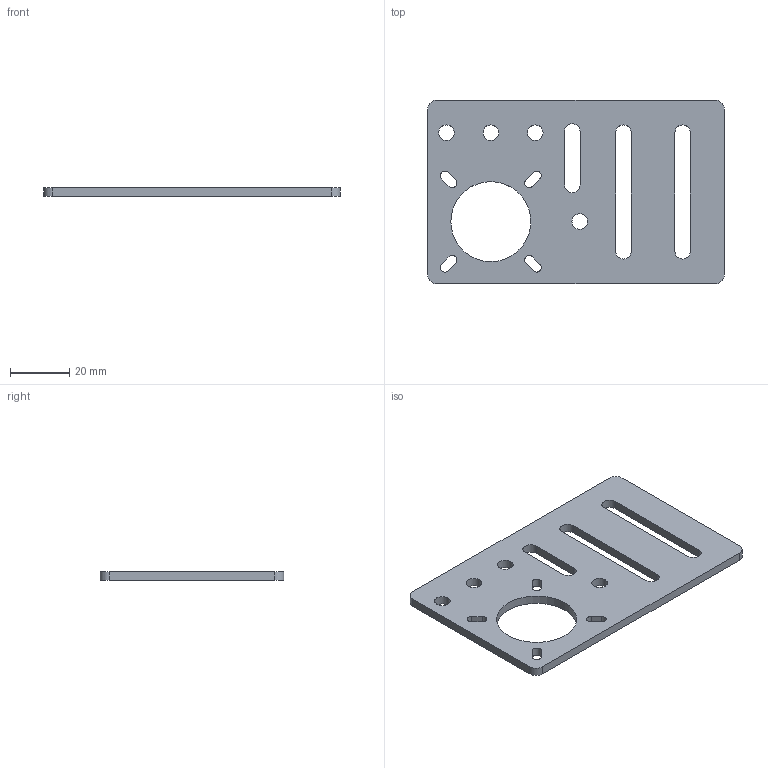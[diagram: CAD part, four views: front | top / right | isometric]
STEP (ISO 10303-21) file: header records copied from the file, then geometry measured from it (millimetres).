
FILE_DESCRIPTION(/* description */ (''),/* implementation_level */ '2;1');
FILE_NAME(/* name */ 'NEMA 17 Plate 90Deg.stp',/* time_stamp */ '2016-07-29T16:28:17+02:00',/* author */ ('Gebruiker'),/* organization */ (''),/* preprocessor_version */ 'ST-DEVELOPER v16.1',/* originating_system */ 'Autodesk Inventor 2016',/* authorisation */ '');
FILE_SCHEMA (('AUTOMOTIVE_DESIGN { 1 0 10303 214 3 1 1 }'));
Length unit declared in the file: millimetre
Products named in the file (1): NEMA 17 Plate 90Deg
Bounding box: 100 x 62 x 3 mm (x, y, z)
Volume: 14639 mm3; surface area: 12106.4 mm2
Topology: 1 solids, 1 shells, 43 faces, 123 edges, 82 vertices
Faces by surface type: cylinder 23, plane 20
Full cylindrical faces by diameter (mm): 5.25 x4, 27 x1
Entity records: 1470 total; most frequent: DIRECTION 252, CARTESIAN_POINT 244, ORIENTED_EDGE 236, EDGE_CURVE 118, AXIS2_PLACEMENT_3D 90, VERTEX_POINT 82, LINE 72, VECTOR 72
